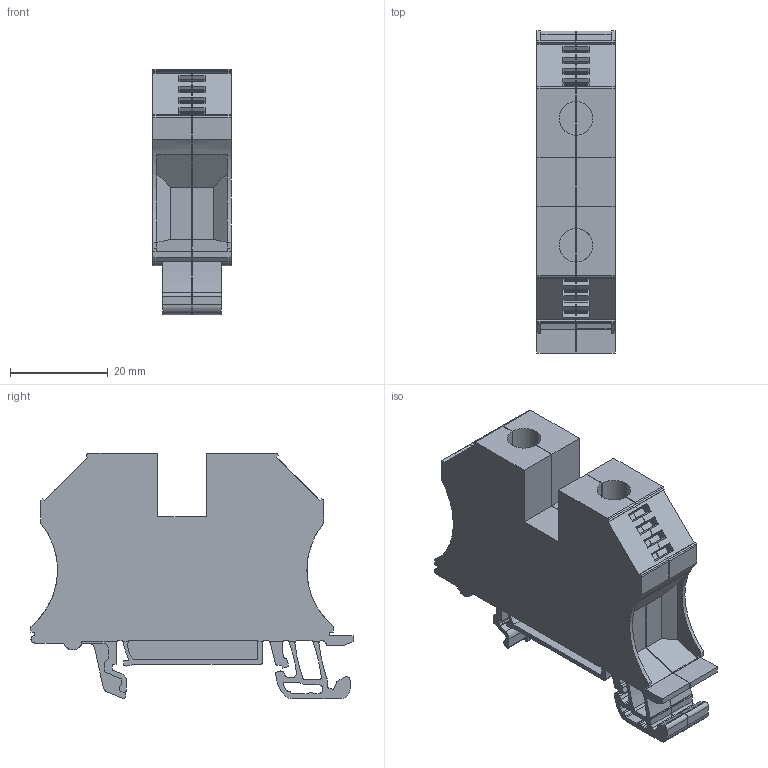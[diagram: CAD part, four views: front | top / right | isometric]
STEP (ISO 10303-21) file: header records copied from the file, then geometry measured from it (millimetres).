
FILE_DESCRIPTION(('CATIA V5R24 STEP','CAx-IF Rec.Pracs.--- Model Styling and Organization---1.2---2011-12-15'),'2;1');
FILE_NAME ('D1461273_0', '2017-08-04T11:29:26+00:00', ('Weidmueller Interface'), ('Weidmueller'), 'CATIA Version 5-6 Release 2014 SP4 HF52', 'CATIA V5 STEP AP214', 'none');
FILE_SCHEMA(('AUTOMOTIVE_DESIGN { 1 0 10303 214 1 1 1 1 }'));
Length unit declared in the file: millimetre
Products named in the file (1): v5-standard_part
Bounding box: 16 x 65.96 x 50.25 mm (x, y, z)
Volume: 29668.8 mm3; surface area: 14984.8 mm2
Topology: 2 solids, 2 shells, 583 faces, 1741 edges, 1160 vertices
Faces by surface type: plane 414, cylinder 169
Entity records: 19321 total; most frequent: CARTESIAN_POINT 3624, ORIENTED_EDGE 3482, DIRECTION 2886, EDGE_CURVE 1741, VECTOR 1375, LINE 1375, VERTEX_POINT 1160, AXIS2_PLACEMENT_3D 926
